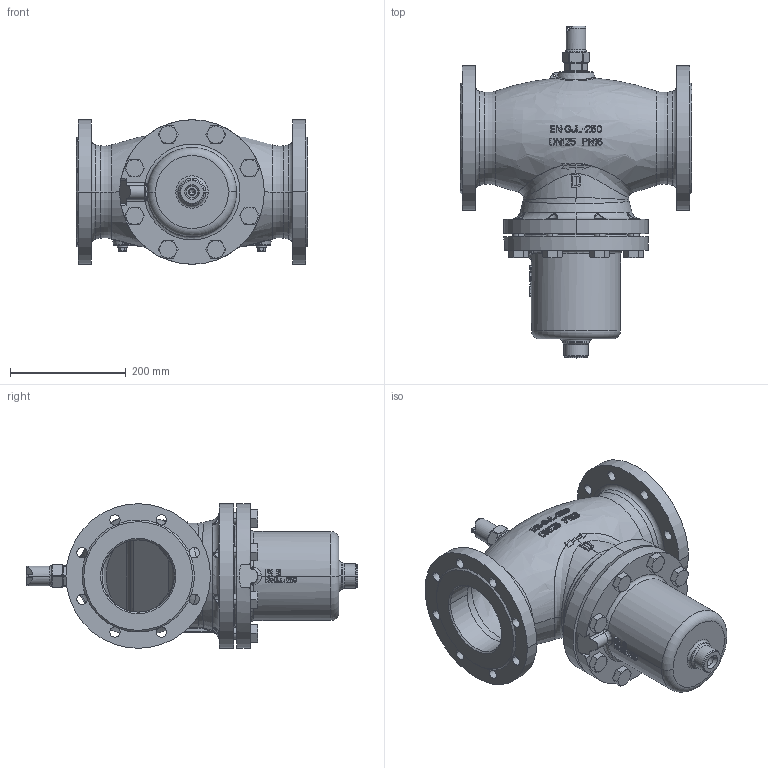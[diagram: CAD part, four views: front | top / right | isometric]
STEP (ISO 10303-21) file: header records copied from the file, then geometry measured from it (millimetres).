
FILE_DESCRIPTION((''),'2;1');
FILE_NAME('065B2663_ASM','2015-03-31T',('u317927'),('Danfoss'),'PRO/ENGINEER BY PARAMETRIC TECHNOLOGY CORPORATION, 2014000','PRO/ENGINEER BY PARAMETRIC TECHNOLOGY CORPORATION, 2014000','');
FILE_SCHEMA(('CONFIG_CONTROL_DESIGN'));
Products named in the file (10): 8861849; 8861017; 5184025; 5454088; 8861855; 5451354; 8861869; TESNILO_18X14; VIJAK_G1L4X12_ZAPIRALNI; 065B2663_ASM
Assembly tree (20 placements, depth 2):
  065B2663_ASM
    8861849
    8861017
    5184025  x8
    5454088
    8861855
    5451354
    8861869
    TESNILO_18X14  x3
    VIJAK_G1L4X12_ZAPIRALNI  x3
Bounding box: 400 x 574.1 x 250 mm (x, y, z)
Volume: 8322092.8 mm3; surface area: 1337463.6 mm2
Topology: 20 solids, 50 shells, 1744 faces, 4609 edges, 2974 vertices
Faces by surface type: plane 1017, cylinder 356, cone 165, bspline 125, torus 79, sphere 2
Entity records: 57862 total; most frequent: CARTESIAN_POINT 22637, ORIENTED_EDGE 7924, DIRECTION 6383, EDGE_CURVE 4027, VERTEX_POINT 2614, AXIS2_PLACEMENT_3D 2516, EDGE_LOOP 1627, B_SPLINE_CURVE_WITH_KNOTS 1558
